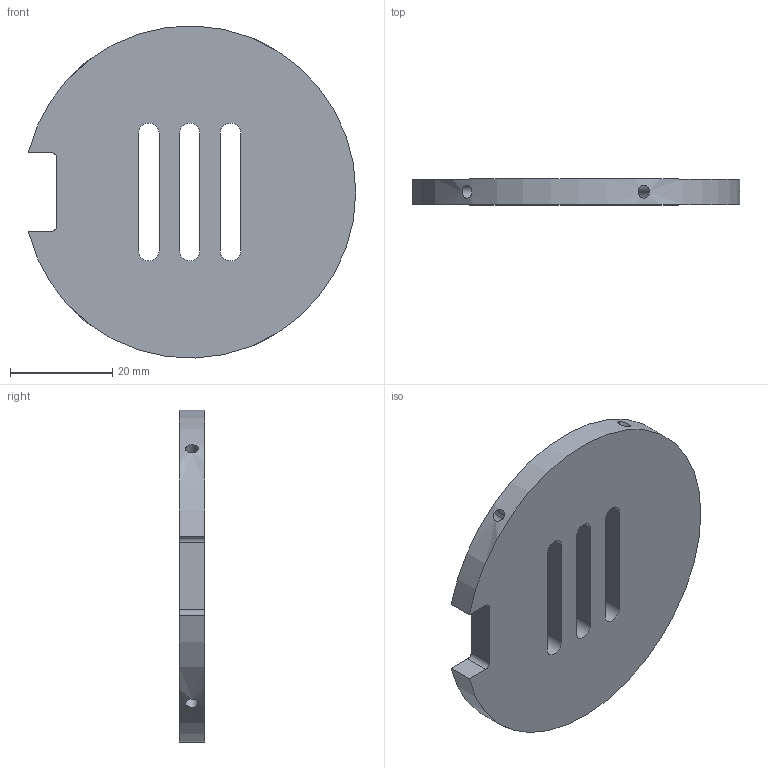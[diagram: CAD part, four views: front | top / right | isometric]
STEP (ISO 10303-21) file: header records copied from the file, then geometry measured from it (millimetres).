
FILE_DESCRIPTION(('CATIA V5 STEP Exchange'),'2;1');
FILE_NAME('bague_trappe_bas.stp','2022-04-04T13:58:34+00:00',('none'),('none'),'CATIA Version 5 Release 19 GA (IN-10)','CATIA V5 STEP AP203','none');
FILE_SCHEMA(('CONFIG_CONTROL_DESIGN'));
Length unit declared in the file: millimetre
Products named in the file (1): bague_trappe_bas
Bounding box: 64.09 x 5 x 64.96 mm (x, y, z)
Volume: 14379.4 mm3; surface area: 8045.2 mm2
Topology: 1 solids, 1 shells, 36 faces, 88 edges, 58 vertices
Faces by surface type: cylinder 20, plane 16
Entity records: 1150 total; most frequent: CARTESIAN_POINT 287, ORIENTED_EDGE 176, DIRECTION 138, EDGE_CURVE 88, AXIS2_PLACEMENT_3D 61, VERTEX_POINT 58, VECTOR 48, LINE 48
